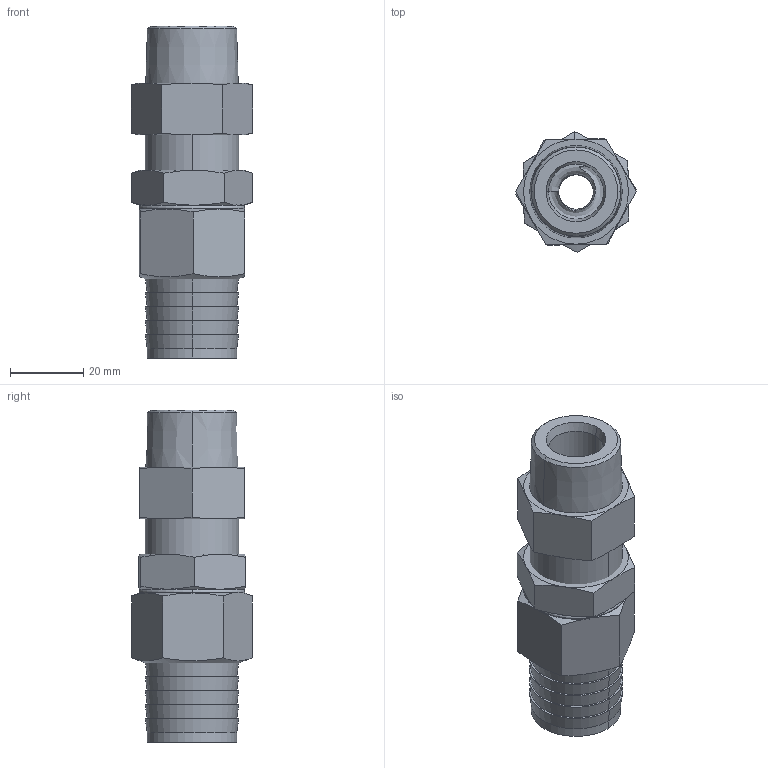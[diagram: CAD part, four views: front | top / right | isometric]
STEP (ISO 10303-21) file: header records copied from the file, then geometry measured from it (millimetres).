
FILE_DESCRIPTION (( 'STEP AP214' ), '1' );
FILE_NAME ('9940.STEP', '2013-10-22T14:13:21', ( 'it' ), ( '' ), 'SwSTEP 2.0', 'SolidWorks 2013', '' );
FILE_SCHEMA (( 'AUTOMOTIVE_DESIGN' ));
Length unit declared in the file: inch
Products named in the file (1): 9940
Bounding box: 33 x 32.99 x 90.52 mm (x, y, z)
Surface area: 18769.5 mm2 (no closed solid volume)
Topology: 0 solids, 6 shells, 96 faces, 224 edges, 137 vertices
Faces by surface type: cone 49, plane 30, cylinder 10, torus 5, bspline 2
Entity records: 8862 total; most frequent: CARTESIAN_POINT 5499, DIRECTION 433, ORIENTED_EDGE 420, EDGE_CURVE 224, AXIS2_PLACEMENT_3D 192, VERTEX_POINT 137, EDGE_LOOP 108, DIMENSIONAL_EXPONENTS 98
